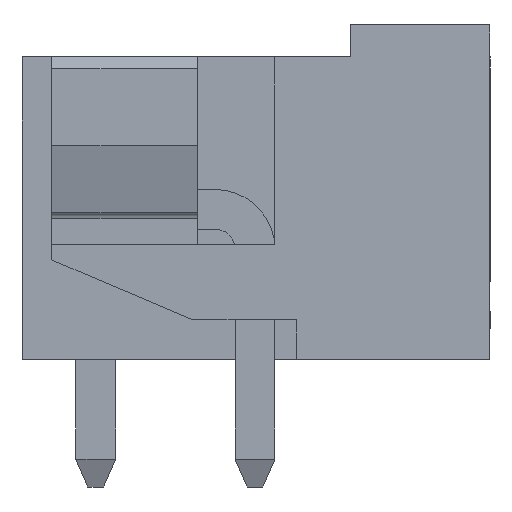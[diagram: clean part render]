
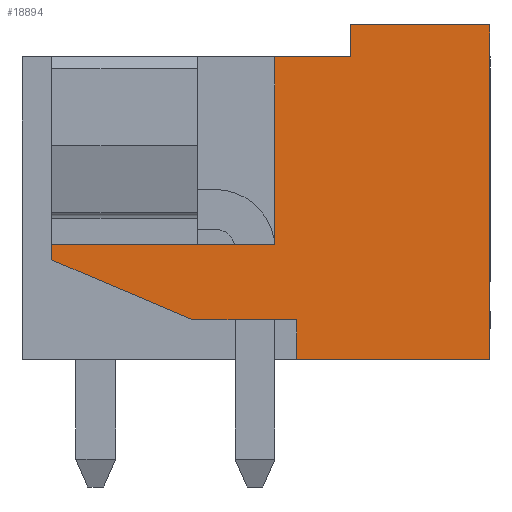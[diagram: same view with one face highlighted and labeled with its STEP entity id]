
A CAD part, left-side view. The second image highlights one B-rep face of the part: STEP entity #18894.
In plain terms, the highlighted planar face has unit normal (-1, 0, 0).
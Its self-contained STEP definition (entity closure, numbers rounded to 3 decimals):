
#18867=AXIS2_PLACEMENT_3D('Plane Axis2P3D',#18864,#18865,#18866) ;
#511=CARTESIAN_POINT('Vertex',(0.,0.,11.6)) ;
#514=CARTESIAN_POINT('Line Origine',(0.,0.,7.4)) ;
#518=CARTESIAN_POINT('Vertex',(0.,0.,3.2)) ;
#2461=CARTESIAN_POINT('Vertex',(0.,3.5,11.6)) ;
#2464=CARTESIAN_POINT('Line Origine',(0.,1.75,11.6)) ;
#3157=CARTESIAN_POINT('Vertex',(0.,5.4,10.8)) ;
#3160=CARTESIAN_POINT('Line Origine',(0.,4.45,10.8)) ;
#3164=CARTESIAN_POINT('Vertex',(0.,3.5,10.8)) ;
#5092=CARTESIAN_POINT('Line Origine',(0.,2.427,3.2)) ;
#5096=CARTESIAN_POINT('Vertex',(0.,4.854,3.2)) ;
#18338=CARTESIAN_POINT('Vertex',(0.,11.,5.7)) ;
#18352=CARTESIAN_POINT('Vertex',(0.,7.465,4.2)) ;
#18355=CARTESIAN_POINT('Line Origine',(0.,9.233,4.95)) ;
#18383=CARTESIAN_POINT('Vertex',(0.,4.854,4.2)) ;
#18386=CARTESIAN_POINT('Line Origine',(0.,6.16,4.2)) ;
#18637=CARTESIAN_POINT('Line Origine',(0.,4.854,3.7)) ;
#18654=CARTESIAN_POINT('Line Origine',(0.,3.5,11.2)) ;
#18716=CARTESIAN_POINT('Line Origine',(0.,11.,5.89)) ;
#18720=CARTESIAN_POINT('Vertex',(0.,11.,6.08)) ;
#18864=CARTESIAN_POINT('Axis2P3D Location',(0.,0.,0.)) ;
#18869=CARTESIAN_POINT('Line Origine',(0.,8.2,6.08)) ;
#18873=CARTESIAN_POINT('Vertex',(0.,5.4,6.08)) ;
#18876=CARTESIAN_POINT('Line Origine',(0.,5.4,8.44)) ;
#515=DIRECTION('Vector Direction',(0.,0.,-1.)) ;
#2465=DIRECTION('Vector Direction',(0.,-1.,0.)) ;
#3161=DIRECTION('Vector Direction',(0.,-1.,0.)) ;
#5093=DIRECTION('Vector Direction',(0.,1.,0.)) ;
#18356=DIRECTION('Vector Direction',(0.,-0.921,-0.391)) ;
#18387=DIRECTION('Vector Direction',(0.,-1.,0.)) ;
#18638=DIRECTION('Vector Direction',(0.,0.,1.)) ;
#18655=DIRECTION('Vector Direction',(0.,0.,1.)) ;
#18717=DIRECTION('Vector Direction',(0.,0.,-1.)) ;
#18865=DIRECTION('Axis2P3D Direction',(-1.,0.,0.)) ;
#18866=DIRECTION('Axis2P3D XDirection',(0.,-1.,0.)) ;
#18870=DIRECTION('Vector Direction',(0.,1.,0.)) ;
#18877=DIRECTION('Vector Direction',(0.,0.,1.)) ;
#516=VECTOR('Line Direction',#515,1.) ;
#2466=VECTOR('Line Direction',#2465,1.) ;
#3162=VECTOR('Line Direction',#3161,1.) ;
#5094=VECTOR('Line Direction',#5093,1.) ;
#18357=VECTOR('Line Direction',#18356,1.) ;
#18388=VECTOR('Line Direction',#18387,1.) ;
#18639=VECTOR('Line Direction',#18638,1.) ;
#18656=VECTOR('Line Direction',#18655,1.) ;
#18718=VECTOR('Line Direction',#18717,1.) ;
#18871=VECTOR('Line Direction',#18870,1.) ;
#18878=VECTOR('Line Direction',#18877,1.) ;
#18882=ORIENTED_EDGE('',*,*,#18875,.T.) ;
#18883=ORIENTED_EDGE('',*,*,#18722,.T.) ;
#18884=ORIENTED_EDGE('',*,*,#18359,.T.) ;
#18885=ORIENTED_EDGE('',*,*,#18390,.T.) ;
#18886=ORIENTED_EDGE('',*,*,#18641,.F.) ;
#18887=ORIENTED_EDGE('',*,*,#5098,.T.) ;
#18888=ORIENTED_EDGE('',*,*,#520,.T.) ;
#18889=ORIENTED_EDGE('',*,*,#2468,.T.) ;
#18890=ORIENTED_EDGE('',*,*,#18658,.T.) ;
#18891=ORIENTED_EDGE('',*,*,#3166,.T.) ;
#18892=ORIENTED_EDGE('',*,*,#18880,.F.) ;
#18894=ADVANCED_FACE('HOUSING',(#18893),#18868,.T.) ;
#520=EDGE_CURVE('',#519,#512,#517,.F.) ;
#2468=EDGE_CURVE('',#512,#2462,#2467,.F.) ;
#3166=EDGE_CURVE('',#3165,#3158,#3163,.F.) ;
#5098=EDGE_CURVE('',#5097,#519,#5095,.F.) ;
#18359=EDGE_CURVE('',#18339,#18353,#18358,.T.) ;
#18390=EDGE_CURVE('',#18353,#18384,#18389,.T.) ;
#18641=EDGE_CURVE('',#5097,#18384,#18640,.T.) ;
#18658=EDGE_CURVE('',#2462,#3165,#18657,.F.) ;
#18722=EDGE_CURVE('',#18721,#18339,#18719,.T.) ;
#18875=EDGE_CURVE('',#18874,#18721,#18872,.T.) ;
#18880=EDGE_CURVE('',#18874,#3158,#18879,.T.) ;
#18881=EDGE_LOOP('',(#18882,#18883,#18884,#18885,#18886,#18887,#18888,#18889,#18890,#18891,#18892)) ;
#18893=FACE_OUTER_BOUND('',#18881,.T.) ;
#517=LINE('Line',#514,#516) ;
#2467=LINE('Line',#2464,#2466) ;
#3163=LINE('Line',#3160,#3162) ;
#5095=LINE('Line',#5092,#5094) ;
#18358=LINE('Line',#18355,#18357) ;
#18389=LINE('Line',#18386,#18388) ;
#18640=LINE('Line',#18637,#18639) ;
#18657=LINE('Line',#18654,#18656) ;
#18719=LINE('Line',#18716,#18718) ;
#18872=LINE('Line',#18869,#18871) ;
#18879=LINE('Line',#18876,#18878) ;
#18868=PLANE('',#18867) ;
#512=VERTEX_POINT('',#511) ;
#519=VERTEX_POINT('',#518) ;
#2462=VERTEX_POINT('',#2461) ;
#3158=VERTEX_POINT('',#3157) ;
#3165=VERTEX_POINT('',#3164) ;
#5097=VERTEX_POINT('',#5096) ;
#18339=VERTEX_POINT('',#18338) ;
#18353=VERTEX_POINT('',#18352) ;
#18384=VERTEX_POINT('',#18383) ;
#18721=VERTEX_POINT('',#18720) ;
#18874=VERTEX_POINT('',#18873) ;
